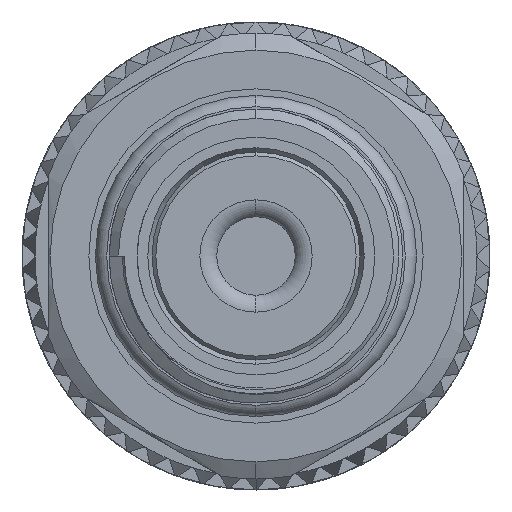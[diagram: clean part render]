
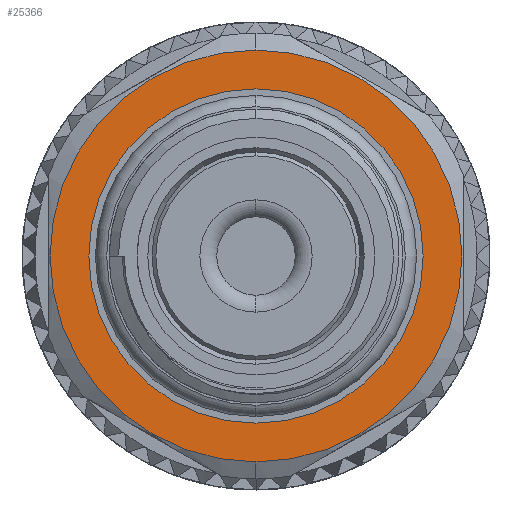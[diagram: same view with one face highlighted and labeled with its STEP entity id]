
A CAD part, left-side view. The second image highlights one B-rep face of the part: STEP entity #25366.
In plain terms, the highlighted planar face has unit normal (-1, 0, 0).
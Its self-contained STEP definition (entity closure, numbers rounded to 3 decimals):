
#361 = DIRECTION ( 'NONE',  ( 0., 0., 1. ) ) ;
#369 = FACE_OUTER_BOUND ( 'NONE', #4520, .T. ) ;
#468 = DIRECTION ( 'NONE',  ( 0., 0., -1. ) ) ;
#1862 = DIRECTION ( 'NONE',  ( -1., 0., 0. ) ) ;
#4520 = EDGE_LOOP ( 'NONE', ( #25185, #21383 ) ) ;
#6143 = DIRECTION ( 'NONE',  ( -1., 0., 0. ) ) ;
#6404 = EDGE_CURVE ( 'NONE', #20491, #15014, #9588, .T. ) ;
#6442 = CIRCLE ( 'NONE', #32844, 8.93 ) ;
#8298 = VERTEX_POINT ( 'NONE', #23403 ) ;
#9048 = EDGE_LOOP ( 'NONE', ( #34617, #28876 ) ) ;
#9324 = VERTEX_POINT ( 'NONE', #13093 ) ;
#9588 = CIRCLE ( 'NONE', #31350, 11. ) ;
#11873 = CARTESIAN_POINT ( 'NONE',  ( 14.95, 0., 11. ) ) ;
#13093 = CARTESIAN_POINT ( 'NONE',  ( 14.95, 0., -8.93 ) ) ;
#13364 = CIRCLE ( 'NONE', #34440, 8.93 ) ;
#13499 = CARTESIAN_POINT ( 'NONE',  ( 14.95, 8.93, 0. ) ) ;
#13999 = DIRECTION ( 'NONE',  ( 0., 0., -1. ) ) ;
#14237 = DIRECTION ( 'NONE',  ( 1., 0., 0. ) ) ;
#15014 = VERTEX_POINT ( 'NONE', #26565 ) ;
#18439 = EDGE_CURVE ( 'NONE', #9324, #8298, #13364, .T. ) ;
#20144 = DIRECTION ( 'NONE',  ( 1., 0., 0. ) ) ;
#20491 = VERTEX_POINT ( 'NONE', #11873 ) ;
#21181 = DIRECTION ( 'NONE',  ( 0., 0., 1. ) ) ;
#21383 = ORIENTED_EDGE ( 'NONE', *, *, #6404, .F. ) ;
#21522 = PLANE ( 'NONE',  #33906 ) ;
#21736 = CIRCLE ( 'NONE', #30452, 11. ) ;
#23403 = CARTESIAN_POINT ( 'NONE',  ( 14.95, 0., 8.93 ) ) ;
#23730 = FACE_BOUND ( 'NONE', #9048, .T. ) ;
#24310 = DIRECTION ( 'NONE',  ( -1., 0., 0. ) ) ;
#25185 = ORIENTED_EDGE ( 'NONE', *, *, #30926, .F. ) ;
#25269 = CARTESIAN_POINT ( 'NONE',  ( 14.95, 0., 0. ) ) ;
#25366 = ADVANCED_FACE ( 'NONE', ( #23730, #369 ), #21522, .T. ) ;
#26565 = CARTESIAN_POINT ( 'NONE',  ( 14.95, 0., -11. ) ) ;
#28876 = ORIENTED_EDGE ( 'NONE', *, *, #18439, .F. ) ;
#29861 = DIRECTION ( 'NONE',  ( 0., 0., 1. ) ) ;
#30452 = AXIS2_PLACEMENT_3D ( 'NONE', #33640, #14237, #13999 ) ;
#30926 = EDGE_CURVE ( 'NONE', #15014, #20491, #21736, .T. ) ;
#31134 = CARTESIAN_POINT ( 'NONE',  ( 14.95, 0., 0. ) ) ;
#31350 = AXIS2_PLACEMENT_3D ( 'NONE', #31134, #20144, #468 ) ;
#32844 = AXIS2_PLACEMENT_3D ( 'NONE', #25269, #6143, #361 ) ;
#33473 = EDGE_CURVE ( 'NONE', #8298, #9324, #6442, .T. ) ;
#33640 = CARTESIAN_POINT ( 'NONE',  ( 14.95, 0., 0. ) ) ;
#33906 = AXIS2_PLACEMENT_3D ( 'NONE', #13499, #24310, #29861 ) ;
#34440 = AXIS2_PLACEMENT_3D ( 'NONE', #35096, #1862, #21181 ) ;
#34617 = ORIENTED_EDGE ( 'NONE', *, *, #33473, .F. ) ;
#35096 = CARTESIAN_POINT ( 'NONE',  ( 14.95, 0., 0. ) ) ;
